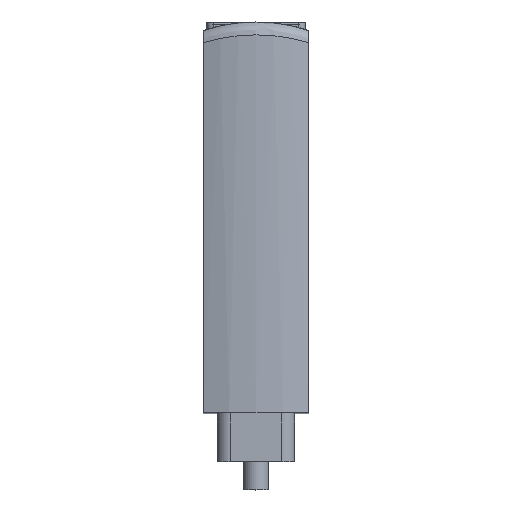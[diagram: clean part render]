
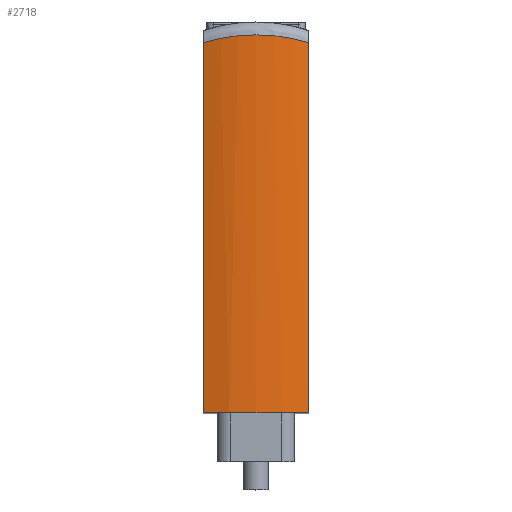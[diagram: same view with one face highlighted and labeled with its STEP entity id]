
A CAD part, top view. The second image highlights one B-rep face of the part: STEP entity #2718.
In plain terms, the highlighted cylindrical face has radius 19.5 mm (diameter 39 mm), a partial arc.
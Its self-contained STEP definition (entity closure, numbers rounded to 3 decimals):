
#42=CYLINDRICAL_SURFACE('',#2926,19.5);
#57=ELLIPSE('',#2907,26.538,19.5);
#197=FACE_OUTER_BOUND('',#441,.T.);
#245=CIRCLE('',#2874,19.5);
#441=EDGE_LOOP('',(#2337,#2338,#2339,#2340));
#588=LINE('',#4260,#851);
#690=LINE('',#4592,#953);
#851=VECTOR('',#3275,43.081);
#953=VECTOR('',#3539,43.081);
#1168=VERTEX_POINT('',#4257);
#1169=VERTEX_POINT('',#4259);
#1212=VERTEX_POINT('',#4459);
#1234=VERTEX_POINT('',#4581);
#1462=EDGE_CURVE('',#1168,#1169,#588,.T.);
#1546=EDGE_CURVE('',#1168,#1212,#245,.T.);
#1587=EDGE_CURVE('',#1212,#1234,#690,.T.);
#1593=EDGE_CURVE('',#1169,#1234,#57,.T.);
#2337=ORIENTED_EDGE('',*,*,#1593,.F.);
#2338=ORIENTED_EDGE('',*,*,#1462,.F.);
#2339=ORIENTED_EDGE('',*,*,#1546,.T.);
#2340=ORIENTED_EDGE('',*,*,#1587,.T.);
#2718=ADVANCED_FACE('',(#197),#42,.T.);
#2874=AXIS2_PLACEMENT_3D('',#4461,#3451,#3452);
#2907=AXIS2_PLACEMENT_3D('',#4668,#3551,#3552);
#2926=AXIS2_PLACEMENT_3D('',#4705,#3600,#3601);
#3275=DIRECTION('',(0.,1.,0.));
#3451=DIRECTION('center_axis',(0.,1.,0.));
#3452=DIRECTION('ref_axis',(-0.315,0.,0.949));
#3539=DIRECTION('',(0.,1.,0.));
#3551=DIRECTION('center_axis',(0.,0.735,-0.678));
#3552=DIRECTION('ref_axis',(0.,0.678,0.735));
#3600=DIRECTION('center_axis',(0.,1.,0.));
#3601=DIRECTION('ref_axis',(-0.315,0.,0.949));
#4257=CARTESIAN_POINT('',(-6.15,0.,121.605));
#4259=CARTESIAN_POINT('',(-6.15,43.081,121.605));
#4260=CARTESIAN_POINT('',(-6.15,0.,121.605));
#4459=CARTESIAN_POINT('',(6.15,0.,121.605));
#4461=CARTESIAN_POINT('Origin',(0.,0.,103.1));
#4581=CARTESIAN_POINT('',(6.15,43.081,121.605));
#4592=CARTESIAN_POINT('',(6.15,0.,121.605));
#4668=CARTESIAN_POINT('Origin',(0.,26.,103.1));
#4705=CARTESIAN_POINT('Origin',(0.,0.,103.1));
